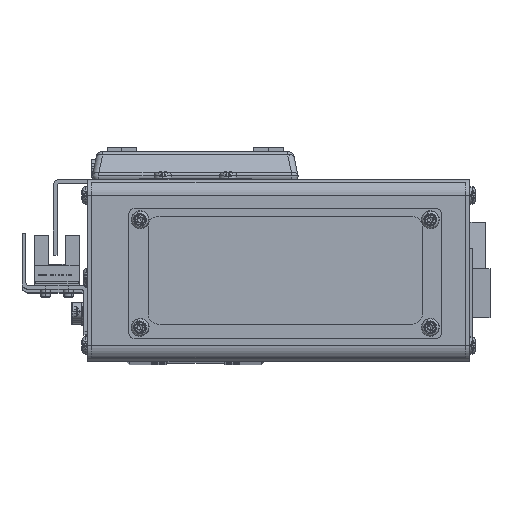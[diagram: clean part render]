
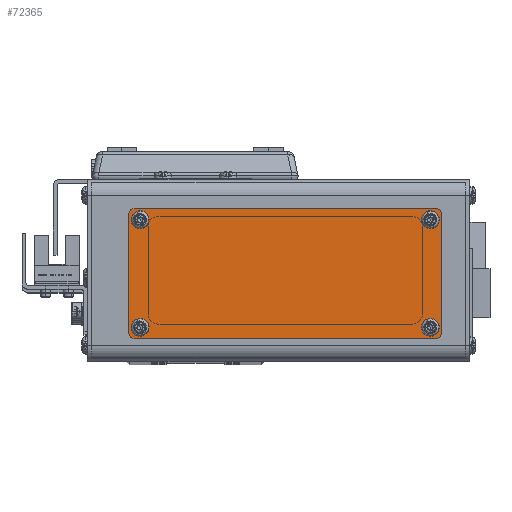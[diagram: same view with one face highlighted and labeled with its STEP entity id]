
A CAD part, top view. The second image highlights one B-rep face of the part: STEP entity #72365.
In plain terms, the highlighted face is planar.
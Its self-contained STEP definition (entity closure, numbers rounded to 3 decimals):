
#7 = AXIS2_PLACEMENT_3D ( 'NONE', #42152, #6513, #48100 ) ;
#359 = VECTOR ( 'NONE', #32856, 1000. ) ;
#787 = CIRCLE ( 'NONE', #52677, 1.7 ) ;
#1755 = VERTEX_POINT ( 'NONE', #67194 ) ;
#1912 = DIRECTION ( 'NONE',  ( 1., 0., 0. ) ) ;
#2075 = CARTESIAN_POINT ( 'NONE',  ( 140.406, 233.769, 0. ) ) ;
#2580 = DIRECTION ( 'NONE',  ( 1., 0., 0. ) ) ;
#3201 = ORIENTED_EDGE ( 'NONE', *, *, #56341, .T. ) ;
#3432 = CARTESIAN_POINT ( 'NONE',  ( 46.406, 195.769, 0. ) ) ;
#3959 = CARTESIAN_POINT ( 'NONE',  ( 47.906, 232.269, 0. ) ) ;
#4299 = EDGE_LOOP ( 'NONE', ( #60987, #7037 ) ) ;
#6256 = CARTESIAN_POINT ( 'NONE',  ( 47.906, 199.269, 0. ) ) ;
#6513 = DIRECTION ( 'NONE',  ( 0., 0., 1. ) ) ;
#7037 = ORIENTED_EDGE ( 'NONE', *, *, #55124, .T. ) ;
#7225 = EDGE_LOOP ( 'NONE', ( #15780, #57492 ) ) ;
#7508 = CIRCLE ( 'NONE', #23290, 2. ) ;
#8433 = VERTEX_POINT ( 'NONE', #65759 ) ;
#9717 = DIRECTION ( 'NONE',  ( 0., 0., 1. ) ) ;
#9749 = EDGE_CURVE ( 'NONE', #24791, #8433, #61812, .T. ) ;
#9847 = VECTOR ( 'NONE', #18536, 1000. ) ;
#9955 = DIRECTION ( 'NONE',  ( 1., 0., 0. ) ) ;
#10490 = EDGE_CURVE ( 'NONE', #8433, #18240, #71957, .T. ) ;
#11850 = EDGE_CURVE ( 'NONE', #52750, #65839, #52256, .T. ) ;
#12148 = CIRCLE ( 'NONE', #69121, 2. ) ;
#12278 = DIRECTION ( 'NONE',  ( 1., 0., 0. ) ) ;
#12377 = FACE_BOUND ( 'NONE', #58243, .T. ) ;
#12956 = EDGE_CURVE ( 'NONE', #48921, #24791, #12148, .T. ) ;
#13763 = EDGE_CURVE ( 'NONE', #1755, #50811, #32482, .T. ) ;
#14230 = FACE_OUTER_BOUND ( 'NONE', #33357, .T. ) ;
#15117 = LINE ( 'NONE', #56034, #62570 ) ;
#15758 = DIRECTION ( 'NONE',  ( 0., 0., 1. ) ) ;
#15780 = ORIENTED_EDGE ( 'NONE', *, *, #51697, .T. ) ;
#16465 = VERTEX_POINT ( 'NONE', #21722 ) ;
#16546 = AXIS2_PLACEMENT_3D ( 'NONE', #35423, #76945, #41391 ) ;
#17905 = VECTOR ( 'NONE', #22849, 1000. ) ;
#18240 = VERTEX_POINT ( 'NONE', #44450 ) ;
#18536 = DIRECTION ( 'NONE',  ( 1., 0., 0. ) ) ;
#19490 = ORIENTED_EDGE ( 'NONE', *, *, #20113, .F. ) ;
#20113 = EDGE_CURVE ( 'NONE', #57644, #48921, #63477, .T. ) ;
#20305 = ORIENTED_EDGE ( 'NONE', *, *, #76350, .F. ) ;
#20425 = DIRECTION ( 'NONE',  ( 0., -1., 0. ) ) ;
#21052 = DIRECTION ( 'NONE',  ( 1., 0., 0. ) ) ;
#21722 = CARTESIAN_POINT ( 'NONE',  ( 135.206, 232.269, 0. ) ) ;
#22849 = DIRECTION ( 'NONE',  ( 0., 1., 0. ) ) ;
#22943 = CARTESIAN_POINT ( 'NONE',  ( 135.206, 199.269, 0. ) ) ;
#23290 = AXIS2_PLACEMENT_3D ( 'NONE', #73851, #38271, #2580 ) ;
#24143 = ORIENTED_EDGE ( 'NONE', *, *, #50398, .T. ) ;
#24663 = AXIS2_PLACEMENT_3D ( 'NONE', #67369, #31729, #73304 ) ;
#24791 = VERTEX_POINT ( 'NONE', #71843 ) ;
#25601 = CIRCLE ( 'NONE', #37882, 1.7 ) ;
#25719 = LINE ( 'NONE', #54127, #9847 ) ;
#27646 = AXIS2_PLACEMENT_3D ( 'NONE', #45315, #9717, #51307 ) ;
#27776 = CARTESIAN_POINT ( 'NONE',  ( 138.406, 233.769, 0. ) ) ;
#28160 = FACE_BOUND ( 'NONE', #7225, .T. ) ;
#28398 = DIRECTION ( 'NONE',  ( 0., 0., 1. ) ) ;
#28799 = AXIS2_PLACEMENT_3D ( 'NONE', #64044, #28398, #70009 ) ;
#29239 = VERTEX_POINT ( 'NONE', #60030 ) ;
#30700 = VERTEX_POINT ( 'NONE', #3432 ) ;
#31729 = DIRECTION ( 'NONE',  ( 0., 0., 1. ) ) ;
#32042 = CARTESIAN_POINT ( 'NONE',  ( 49.606, 232.269, 0. ) ) ;
#32482 = CIRCLE ( 'NONE', #28799, 1.7 ) ;
#32856 = DIRECTION ( 'NONE',  ( -1., 0., 0. ) ) ;
#33357 = EDGE_LOOP ( 'NONE', ( #53638, #52058, #62616, #19490, #47288, #63088, #76709, #20305 ) ) ;
#33425 = DIRECTION ( 'NONE',  ( 0., 0., 1. ) ) ;
#33780 = DIRECTION ( 'NONE',  ( 1., 0., 0. ) ) ;
#33803 = EDGE_CURVE ( 'NONE', #73419, #57644, #7508, .T. ) ;
#33924 = VERTEX_POINT ( 'NONE', #22943 ) ;
#34238 = EDGE_CURVE ( 'NONE', #33924, #66869, #60490, .T. ) ;
#35423 = CARTESIAN_POINT ( 'NONE',  ( 46.406, 197.769, 0. ) ) ;
#37582 = DIRECTION ( 'NONE',  ( 0., 0., 1. ) ) ;
#37882 = AXIS2_PLACEMENT_3D ( 'NONE', #3959, #45563, #9955 ) ;
#38271 = DIRECTION ( 'NONE',  ( 0., 0., 1. ) ) ;
#38334 = CARTESIAN_POINT ( 'NONE',  ( 138.606, 232.269, 0. ) ) ;
#38655 = EDGE_LOOP ( 'NONE', ( #24143, #41795 ) ) ;
#39643 = VERTEX_POINT ( 'NONE', #38334 ) ;
#39850 = EDGE_CURVE ( 'NONE', #29239, #30700, #44101, .T. ) ;
#41391 = DIRECTION ( 'NONE',  ( 1., 0., 0. ) ) ;
#41663 = AXIS2_PLACEMENT_3D ( 'NONE', #73173, #37582, #1912 ) ;
#41795 = ORIENTED_EDGE ( 'NONE', *, *, #42482, .T. ) ;
#42152 = CARTESIAN_POINT ( 'NONE',  ( 136.906, 199.269, 0. ) ) ;
#42482 = EDGE_CURVE ( 'NONE', #39643, #16465, #72644, .T. ) ;
#43964 = FACE_BOUND ( 'NONE', #38655, .T. ) ;
#44101 = CIRCLE ( 'NONE', #16546, 2. ) ;
#44131 = CIRCLE ( 'NONE', #7, 1.7 ) ;
#44450 = CARTESIAN_POINT ( 'NONE',  ( 44.406, 233.769, 0. ) ) ;
#44698 = CARTESIAN_POINT ( 'NONE',  ( 46.406, 233.769, 0. ) ) ;
#45315 = CARTESIAN_POINT ( 'NONE',  ( 46.406, 233.769, 0. ) ) ;
#45563 = DIRECTION ( 'NONE',  ( 0., 0., 1. ) ) ;
#45589 = AXIS2_PLACEMENT_3D ( 'NONE', #69057, #33425, #74988 ) ;
#45673 = AXIS2_PLACEMENT_3D ( 'NONE', #51351, #15758, #57308 ) ;
#46667 = CARTESIAN_POINT ( 'NONE',  ( 138.606, 199.269, 0. ) ) ;
#47153 = EDGE_CURVE ( 'NONE', #30700, #73419, #25719, .T. ) ;
#47288 = ORIENTED_EDGE ( 'NONE', *, *, #33803, .F. ) ;
#47868 = DIRECTION ( 'NONE',  ( 0., 0., 1. ) ) ;
#48100 = DIRECTION ( 'NONE',  ( 1., 0., 0. ) ) ;
#48921 = VERTEX_POINT ( 'NONE', #2075 ) ;
#50398 = EDGE_CURVE ( 'NONE', #16465, #39643, #67993, .T. ) ;
#50811 = VERTEX_POINT ( 'NONE', #32042 ) ;
#51307 = DIRECTION ( 'NONE',  ( 1., 0., 0. ) ) ;
#51351 = CARTESIAN_POINT ( 'NONE',  ( 136.906, 199.269, 0. ) ) ;
#51697 = EDGE_CURVE ( 'NONE', #65839, #52750, #787, .T. ) ;
#52058 = ORIENTED_EDGE ( 'NONE', *, *, #9749, .F. ) ;
#52256 = CIRCLE ( 'NONE', #41663, 1.7 ) ;
#52677 = AXIS2_PLACEMENT_3D ( 'NONE', #6256, #47868, #12278 ) ;
#52750 = VERTEX_POINT ( 'NONE', #72638 ) ;
#53638 = ORIENTED_EDGE ( 'NONE', *, *, #10490, .F. ) ;
#54127 = CARTESIAN_POINT ( 'NONE',  ( 138.406, 195.769, 0. ) ) ;
#55124 = EDGE_CURVE ( 'NONE', #50811, #1755, #25601, .T. ) ;
#56034 = CARTESIAN_POINT ( 'NONE',  ( 44.406, 197.769, 0. ) ) ;
#56341 = EDGE_CURVE ( 'NONE', #66869, #33924, #44131, .T. ) ;
#56658 = DIRECTION ( 'NONE',  ( 0., 0., 1. ) ) ;
#57308 = DIRECTION ( 'NONE',  ( 1., 0., 0. ) ) ;
#57492 = ORIENTED_EDGE ( 'NONE', *, *, #11850, .T. ) ;
#57644 = VERTEX_POINT ( 'NONE', #76407 ) ;
#58243 = EDGE_LOOP ( 'NONE', ( #75181, #3201 ) ) ;
#58414 = CARTESIAN_POINT ( 'NONE',  ( 140.406, 233.769, 0. ) ) ;
#59774 = FACE_BOUND ( 'NONE', #4299, .T. ) ;
#60030 = CARTESIAN_POINT ( 'NONE',  ( 44.406, 197.769, 0. ) ) ;
#60490 = CIRCLE ( 'NONE', #45673, 1.7 ) ;
#60987 = ORIENTED_EDGE ( 'NONE', *, *, #13763, .T. ) ;
#61327 = PLANE ( 'NONE',  #70427 ) ;
#61812 = LINE ( 'NONE', #74412, #359 ) ;
#62373 = CARTESIAN_POINT ( 'NONE',  ( 46.206, 199.269, 0. ) ) ;
#62570 = VECTOR ( 'NONE', #20425, 1000. ) ;
#62616 = ORIENTED_EDGE ( 'NONE', *, *, #12956, .F. ) ;
#63088 = ORIENTED_EDGE ( 'NONE', *, *, #47153, .F. ) ;
#63477 = LINE ( 'NONE', #58414, #17905 ) ;
#64044 = CARTESIAN_POINT ( 'NONE',  ( 47.906, 232.269, 0. ) ) ;
#65759 = CARTESIAN_POINT ( 'NONE',  ( 46.406, 235.769, 0. ) ) ;
#65839 = VERTEX_POINT ( 'NONE', #62373 ) ;
#66869 = VERTEX_POINT ( 'NONE', #46667 ) ;
#67194 = CARTESIAN_POINT ( 'NONE',  ( 46.206, 232.269, 0. ) ) ;
#67369 = CARTESIAN_POINT ( 'NONE',  ( 136.906, 232.269, 0. ) ) ;
#67993 = CIRCLE ( 'NONE', #45589, 1.7 ) ;
#69057 = CARTESIAN_POINT ( 'NONE',  ( 136.906, 232.269, 0. ) ) ;
#69121 = AXIS2_PLACEMENT_3D ( 'NONE', #27776, #69385, #33780 ) ;
#69385 = DIRECTION ( 'NONE',  ( 0., 0., 1. ) ) ;
#70009 = DIRECTION ( 'NONE',  ( 1., 0., 0. ) ) ;
#70427 = AXIS2_PLACEMENT_3D ( 'NONE', #44698, #56658, #21052 ) ;
#71843 = CARTESIAN_POINT ( 'NONE',  ( 138.406, 235.769, 0. ) ) ;
#71957 = CIRCLE ( 'NONE', #27646, 2. ) ;
#72365 = ADVANCED_FACE ( 'NONE', ( #43964, #59774, #14230, #28160, #12377 ), #61327, .F. ) ;
#72638 = CARTESIAN_POINT ( 'NONE',  ( 49.606, 199.269, 0. ) ) ;
#72644 = CIRCLE ( 'NONE', #24663, 1.7 ) ;
#73137 = CARTESIAN_POINT ( 'NONE',  ( 138.406, 195.769, 0. ) ) ;
#73173 = CARTESIAN_POINT ( 'NONE',  ( 47.906, 199.269, 0. ) ) ;
#73304 = DIRECTION ( 'NONE',  ( 1., 0., 0. ) ) ;
#73419 = VERTEX_POINT ( 'NONE', #73137 ) ;
#73851 = CARTESIAN_POINT ( 'NONE',  ( 138.406, 197.769, 0. ) ) ;
#74412 = CARTESIAN_POINT ( 'NONE',  ( 46.406, 235.769, 0. ) ) ;
#74988 = DIRECTION ( 'NONE',  ( 1., 0., 0. ) ) ;
#75181 = ORIENTED_EDGE ( 'NONE', *, *, #34238, .T. ) ;
#76350 = EDGE_CURVE ( 'NONE', #18240, #29239, #15117, .T. ) ;
#76407 = CARTESIAN_POINT ( 'NONE',  ( 140.406, 197.769, 0. ) ) ;
#76709 = ORIENTED_EDGE ( 'NONE', *, *, #39850, .F. ) ;
#76945 = DIRECTION ( 'NONE',  ( 0., 0., 1. ) ) ;
